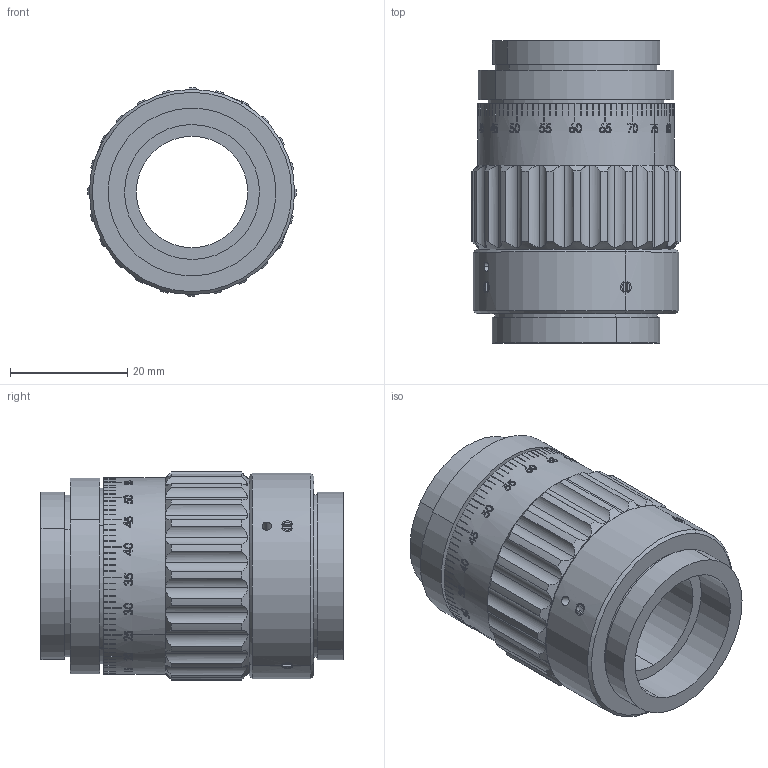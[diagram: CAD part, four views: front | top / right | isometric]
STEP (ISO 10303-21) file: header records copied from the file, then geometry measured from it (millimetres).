
FILE_DESCRIPTION (( 'STEP AP214' ), '1' );
FILE_NAME ('506004.STEP', '2019-10-12T06:44:52', ( '' ), ( '' ), 'SwSTEP 2.0', 'SolidWorks 2016', '' );
FILE_SCHEMA (( 'AUTOMOTIVE_DESIGN' ));
Length unit declared in the file: millimetre
Products named in the file (6): HFA19-02隅弇芠; 506004; HFA19-01连动圈; M28.5坶踡遠; 癹弇肣隊; HFA19-03覃蝴忒謫
Assembly tree (8 placements, depth 2):
  506004
    HFA19-01连动圈
    HFA19-02隅弇芠
    HFA19-03覃蝴忒謫
    M28.5坶踡遠
    癹弇肣隊  x4
Bounding box: 35.5 x 51.5 x 35.5 mm (x, y, z)
Volume: 26764.2 mm3; surface area: 24359.9 mm2
Topology: 8 solids, 8 shells, 1555 faces, 4235 edges, 2796 vertices
Faces by surface type: plane 658, bspline 502, cylinder 347, cone 48
Entity records: 108495 total; most frequent: CARTESIAN_POINT 74028, ORIENTED_EDGE 8290, DIRECTION 5109, EDGE_CURVE 4145, VERTEX_POINT 2742, B_SPLINE_CURVE_WITH_KNOTS 1871, AXIS2_PLACEMENT_3D 1813, EDGE_LOOP 1635
